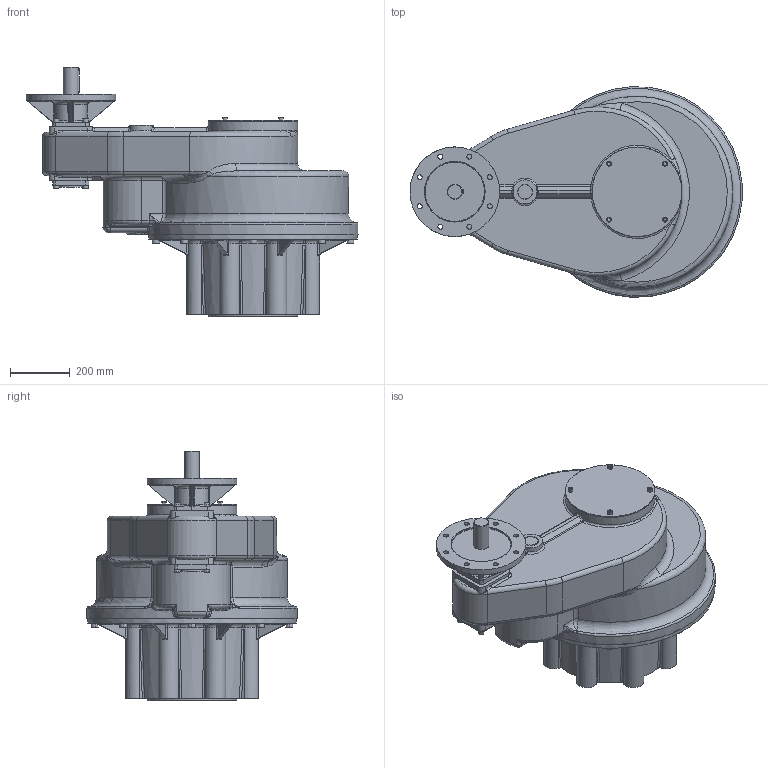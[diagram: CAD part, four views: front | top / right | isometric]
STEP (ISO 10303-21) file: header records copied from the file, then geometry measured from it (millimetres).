
FILE_DESCRIPTION( ( 'Unknown' ), '1' );
FILE_NAME( 'PUBIS19-F25-F40_simplified.stp', 'Unknown', ( 'Unknown' ), ( 'Unknown' ), 'PSStep 15.0.49', 'Unknown', ' ' );
FILE_SCHEMA( ( 'AUTOMOTIVE_DESIGN { 1 0 10303 214 1 1 1 1 }' ) );
Length unit declared in the file: millimetre
Products named in the file (39): 1; 2; 3; 4; 5; 6; 7; 8; 9; 10; 11; 12; 13; 14; 15; 16; 17; 18; 19; 20; 21; 22; 23; 24; 25; 26; 27; 28; 29; 30; 31; 32; 33; 34; 35; 36; 37; 38; 39
Bounding box: 1111.33 x 704.31 x 835.3 mm (x, y, z)
Surface area: 3026372.8 mm2 (no closed solid volume)
Topology: 0 solids, 788 shells, 788 faces, 3747 edges, 3614 vertices
Faces by surface type: plane 290, cylinder 191, bspline 168, torus 69, cone 56, sphere 14
Full cylindrical faces by diameter (mm): 12 x8, 16 x4, 16.5 x8, 18 x8, 24 x8, 32 x8, 50 x2, 60 x1, 80 x2, 200 x1, 220 x1, 300 x4, 339.9 x1, 700 x1
Entity records: 92687 total; most frequent: CARTESIAN_POINT 59856, DIRECTION 5231, VERTEX_POINT 3559, ORIENTED_EDGE 3551, EDGE_CURVE 3551, AXIS2_PLACEMENT_3D 1919, LINE 1393, VECTOR 1393
